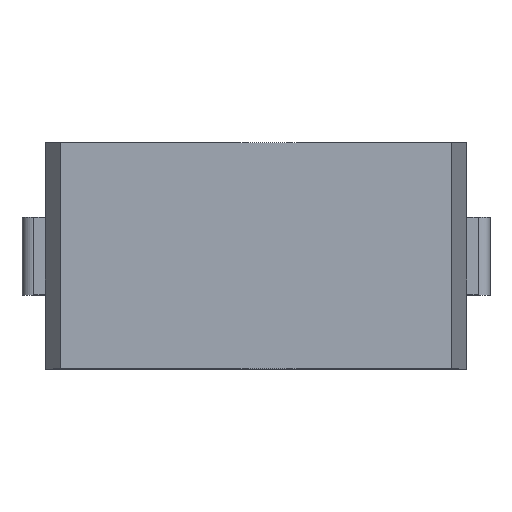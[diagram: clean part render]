
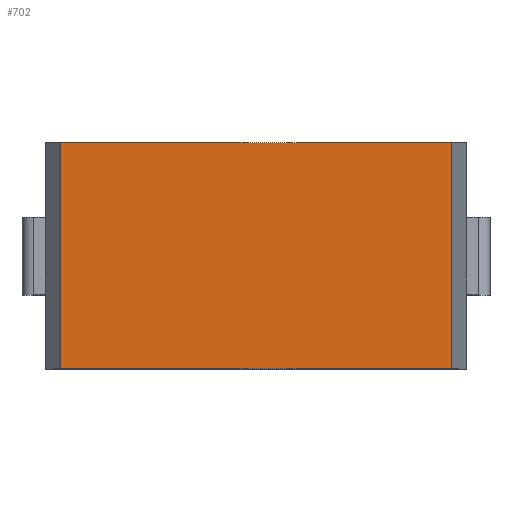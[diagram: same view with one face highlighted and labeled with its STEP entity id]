
A CAD part, top view. The second image highlights one B-rep face of the part: STEP entity #702.
In plain terms, the highlighted planar face has unit normal (0, 0, 1).
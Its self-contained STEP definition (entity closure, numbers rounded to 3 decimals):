
#230=CARTESIAN_POINT('',(5.,-2.9,5.0));
#231=VERTEX_POINT('',#230);
#248=CARTESIAN_POINT('',(5.,2.9,5.0));
#249=VERTEX_POINT('',#248);
#256=CARTESIAN_POINT('',(5.,2.9,5.0));
#257=DIRECTION('',(0.0,-1.0,0.0));
#258=VECTOR('',#257,5.8);
#259=LINE('',#256,#258);
#260=EDGE_CURVE('',#249,#231,#259,.T.);
#334=CARTESIAN_POINT('',(-5.,-2.9,5.0));
#335=VERTEX_POINT('',#334);
#336=CARTESIAN_POINT('',(5.,-2.9,5.0));
#337=DIRECTION('',(-1.0,0.0,0.0));
#338=VECTOR('',#337,10.);
#339=LINE('',#336,#338);
#340=EDGE_CURVE('',#231,#335,#339,.T.);
#373=CARTESIAN_POINT('',(-5.,2.9,5.0));
#374=VERTEX_POINT('',#373);
#390=CARTESIAN_POINT('',(-5.,-2.9,5.0));
#391=DIRECTION('',(0.0,1.0,0.0));
#392=VECTOR('',#391,5.8);
#393=LINE('',#390,#392);
#394=EDGE_CURVE('',#335,#374,#393,.T.);
#682=CARTESIAN_POINT('',(-5.,2.9,5.0));
#683=DIRECTION('',(1.0,0.0,0.0));
#684=VECTOR('',#683,10.);
#685=LINE('',#682,#684);
#686=EDGE_CURVE('',#374,#249,#685,.T.);
#691=CARTESIAN_POINT('',(0.0,0.,5.0));
#692=DIRECTION('',(0.0,0.0,1.0));
#693=DIRECTION('',(1.0,0.0,0.0));
#694=AXIS2_PLACEMENT_3D('',#691,#692,#693);
#695=PLANE('',#694);
#696=ORIENTED_EDGE('',*,*,#260,.F.);
#697=ORIENTED_EDGE('',*,*,#686,.F.);
#698=ORIENTED_EDGE('',*,*,#394,.F.);
#699=ORIENTED_EDGE('',*,*,#340,.F.);
#700=EDGE_LOOP('',(#696,#697,#698,#699));
#701=FACE_OUTER_BOUND('',#700,.T.);
#702=ADVANCED_FACE('',(#701),#695,.T.);
